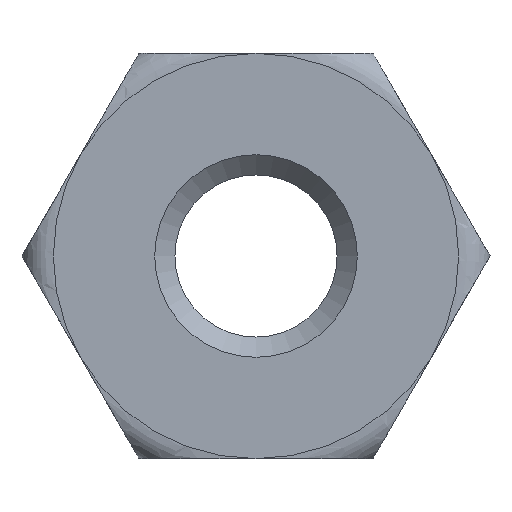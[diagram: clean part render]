
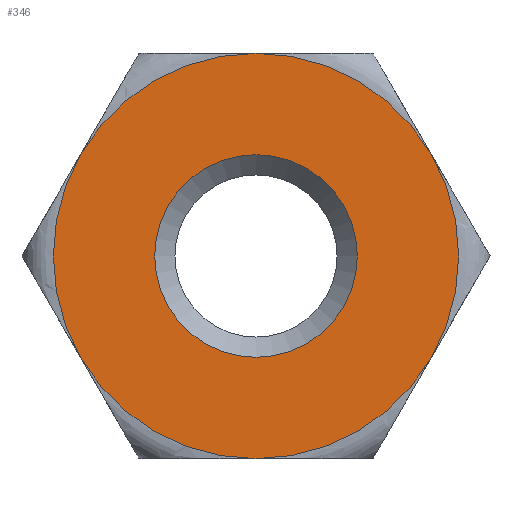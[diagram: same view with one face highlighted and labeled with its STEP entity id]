
A CAD part, front view. The second image highlights one B-rep face of the part: STEP entity #346.
In plain terms, the highlighted planar face has unit normal (0, -1, 0).
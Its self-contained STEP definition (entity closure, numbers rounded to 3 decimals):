
#3 = AXIS2_PLACEMENT_3D ( 'NONE', #672, #58, #666 ) ;
#8 = VERTEX_POINT ( 'NONE', #760 ) ;
#14 = AXIS2_PLACEMENT_3D ( 'NONE', #736, #107, #870 ) ;
#39 = AXIS2_PLACEMENT_3D ( 'NONE', #84, #827, #561 ) ;
#57 = ORIENTED_EDGE ( 'NONE', *, *, #562, .F. ) ;
#58 = DIRECTION ( 'NONE',  ( 0., 1., 0. ) ) ;
#61 = DIRECTION ( 'NONE',  ( 0., 1., 0. ) ) ;
#76 = ORIENTED_EDGE ( 'NONE', *, *, #741, .F. ) ;
#78 = CIRCLE ( 'NONE', #39, 2. ) ;
#84 = CARTESIAN_POINT ( 'NONE',  ( 0., -0.8, 0. ) ) ;
#107 = DIRECTION ( 'NONE',  ( 0., 1., 0. ) ) ;
#130 = VERTEX_POINT ( 'NONE', #710 ) ;
#137 = EDGE_CURVE ( 'NONE', #8, #8, #146, .T. ) ;
#146 = CIRCLE ( 'NONE', #276, 1. ) ;
#149 = CIRCLE ( 'NONE', #3, 2. ) ;
#153 = EDGE_CURVE ( 'NONE', #690, #185, #78, .T. ) ;
#182 = AXIS2_PLACEMENT_3D ( 'NONE', #258, #61, #737 ) ;
#185 = VERTEX_POINT ( 'NONE', #494 ) ;
#197 = AXIS2_PLACEMENT_3D ( 'NONE', #718, #437, #644 ) ;
#198 = EDGE_CURVE ( 'NONE', #185, #544, #219, .T. ) ;
#219 = CIRCLE ( 'NONE', #14, 2. ) ;
#250 = DIRECTION ( 'NONE',  ( 0., 1., 0. ) ) ;
#251 = CIRCLE ( 'NONE', #305, 2. ) ;
#255 = ORIENTED_EDGE ( 'NONE', *, *, #198, .F. ) ;
#258 = CARTESIAN_POINT ( 'NONE',  ( 0., -0.8, 0. ) ) ;
#276 = AXIS2_PLACEMENT_3D ( 'NONE', #555, #424, #699 ) ;
#287 = AXIS2_PLACEMENT_3D ( 'NONE', #739, #250, #526 ) ;
#299 = CARTESIAN_POINT ( 'NONE',  ( 0., -0.8, 0. ) ) ;
#305 = AXIS2_PLACEMENT_3D ( 'NONE', #299, #564, #575 ) ;
#346 = ADVANCED_FACE ( 'NONE', ( #771, #505 ), #372, .F. ) ;
#347 = EDGE_LOOP ( 'NONE', ( #622, #520, #57, #676, #76, #255 ) ) ;
#372 = PLANE ( 'NONE',  #197 ) ;
#424 = DIRECTION ( 'NONE',  ( 0., 1., 0. ) ) ;
#437 = DIRECTION ( 'NONE',  ( 0., 1., 0. ) ) ;
#474 = EDGE_CURVE ( 'NONE', #130, #744, #251, .T. ) ;
#494 = CARTESIAN_POINT ( 'NONE',  ( 0., -0.8, -2. ) ) ;
#505 = FACE_OUTER_BOUND ( 'NONE', #347, .T. ) ;
#520 = ORIENTED_EDGE ( 'NONE', *, *, #553, .F. ) ;
#526 = DIRECTION ( 'NONE',  ( 1., 0., 0. ) ) ;
#534 = CARTESIAN_POINT ( 'NONE',  ( 1.732, -0.8, 1. ) ) ;
#538 = CARTESIAN_POINT ( 'NONE',  ( -1.732, -0.8, -1. ) ) ;
#540 = CIRCLE ( 'NONE', #287, 2. ) ;
#544 = VERTEX_POINT ( 'NONE', #538 ) ;
#553 = EDGE_CURVE ( 'NONE', #596, #690, #540, .T. ) ;
#555 = CARTESIAN_POINT ( 'NONE',  ( 0., -0.8, 0. ) ) ;
#557 = CARTESIAN_POINT ( 'NONE',  ( 1.732, -0.8, -1. ) ) ;
#561 = DIRECTION ( 'NONE',  ( 1., 0., 0. ) ) ;
#562 = EDGE_CURVE ( 'NONE', #744, #596, #149, .T. ) ;
#564 = DIRECTION ( 'NONE',  ( 0., 1., 0. ) ) ;
#575 = DIRECTION ( 'NONE',  ( -1., 0., 0. ) ) ;
#596 = VERTEX_POINT ( 'NONE', #534 ) ;
#622 = ORIENTED_EDGE ( 'NONE', *, *, #153, .F. ) ;
#625 = EDGE_LOOP ( 'NONE', ( #837 ) ) ;
#644 = DIRECTION ( 'NONE',  ( 0., 0., 1. ) ) ;
#666 = DIRECTION ( 'NONE',  ( 1., 0., 0. ) ) ;
#672 = CARTESIAN_POINT ( 'NONE',  ( 0., -0.8, 0. ) ) ;
#674 = CARTESIAN_POINT ( 'NONE',  ( 0., -0.8, 2. ) ) ;
#676 = ORIENTED_EDGE ( 'NONE', *, *, #474, .F. ) ;
#690 = VERTEX_POINT ( 'NONE', #557 ) ;
#699 = DIRECTION ( 'NONE',  ( 0., 0., 1. ) ) ;
#710 = CARTESIAN_POINT ( 'NONE',  ( -1.732, -0.8, 1. ) ) ;
#718 = CARTESIAN_POINT ( 'NONE',  ( 0., -0.8, 0. ) ) ;
#736 = CARTESIAN_POINT ( 'NONE',  ( 0., -0.8, 0. ) ) ;
#737 = DIRECTION ( 'NONE',  ( 1., 0., 0. ) ) ;
#739 = CARTESIAN_POINT ( 'NONE',  ( 0., -0.8, 0. ) ) ;
#741 = EDGE_CURVE ( 'NONE', #544, #130, #831, .T. ) ;
#744 = VERTEX_POINT ( 'NONE', #674 ) ;
#760 = CARTESIAN_POINT ( 'NONE',  ( 0., -0.8, 1. ) ) ;
#771 = FACE_BOUND ( 'NONE', #625, .T. ) ;
#827 = DIRECTION ( 'NONE',  ( 0., 1., 0. ) ) ;
#831 = CIRCLE ( 'NONE', #182, 2. ) ;
#837 = ORIENTED_EDGE ( 'NONE', *, *, #137, .T. ) ;
#870 = DIRECTION ( 'NONE',  ( 1., 0., 0. ) ) ;
